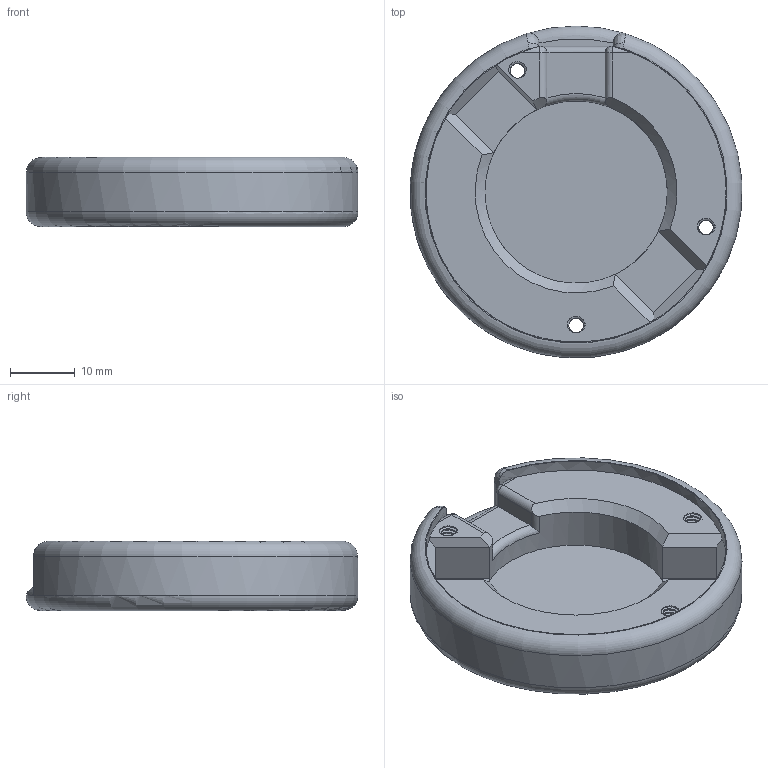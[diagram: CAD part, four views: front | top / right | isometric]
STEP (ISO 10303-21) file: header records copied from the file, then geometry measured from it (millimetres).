
FILE_DESCRIPTION(/* description */ (''),/* implementation_level */ '2;1');
FILE_NAME(/* name */ '01af8bf1-f3f2-4d11-a5db-6c10131df626.stp',/* time_stamp */ '2019-02-28T02:03:36+00:00',/* author */ (''),/* organization */ (''),/* preprocessor_version */ 'ST-DEVELOPER v17.2',/* originating_system */ 'Autodesk Translation Framework v7.6.0.251',/* authorisation */ '');
FILE_SCHEMA (('AUTOMOTIVE_DESIGN { 1 0 10303 214 3 1 1 }'));
Length unit declared in the file: millimetre
Products named in the file (1): ERpuck
Bounding box: 51.27 x 51.27 x 10.7 mm (x, y, z)
Volume: 12160.9 mm3; surface area: 6902.2 mm2
Topology: 1 solids, 1 shells, 166 faces, 449 edges, 285 vertices
Faces by surface type: cylinder 118, plane 29, bspline 12, torus 4, cone 3
Full cylindrical faces by diameter (mm): 2.271 x48, 2.845 x45, 28.2 x1
Entity records: 10628 total; most frequent: CARTESIAN_POINT 6846, ORIENTED_EDGE 898, DIRECTION 605, EDGE_CURVE 449, VERTEX_POINT 285, AXIS2_PLACEMENT_3D 220, B_SPLINE_CURVE_WITH_KNOTS 219, EDGE_LOOP 172
